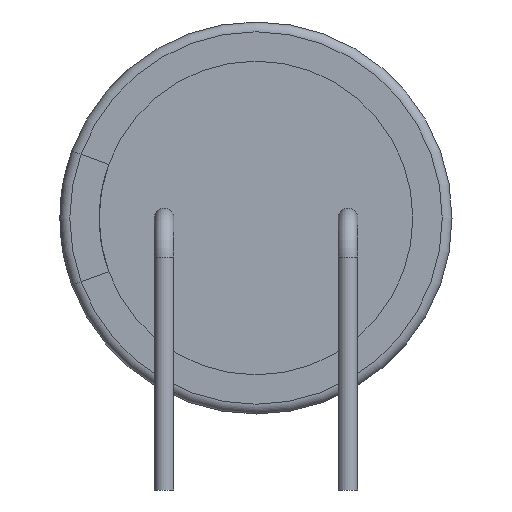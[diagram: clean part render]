
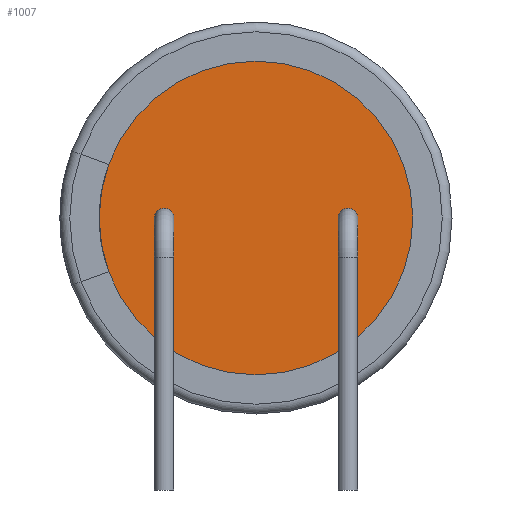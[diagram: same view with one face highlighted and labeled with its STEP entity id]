
A CAD part, front view. The second image highlights one B-rep face of the part: STEP entity #1007.
In plain terms, the highlighted planar face has unit normal (0, -1, 0).
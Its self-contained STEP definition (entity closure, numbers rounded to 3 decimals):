
#1007=ADVANCED_FACE('',(#1898,#1900,#1902),#1904,.T.);
#1898=FACE_BOUND('',#1899,.T.);
#1899=EDGE_LOOP('',(#2614));
#1900=FACE_BOUND('',#1901,.T.);
#1901=EDGE_LOOP('',(#2615));
#1902=FACE_BOUND('',#1903,.T.);
#1903=EDGE_LOOP('',(#2616));
#1904=PLANE('',#1905);
#1905=AXIS2_PLACEMENT_3D('',#1906,#1907,#1908);
#1906=CARTESIAN_POINT('',(0.,3.3,0.));
#1907=DIRECTION('',(0.,-1.,0.));
#1908=DIRECTION('',(-1.,0.,0.));
#2614=ORIENTED_EDGE('',*,*,#2942,.T.);
#2615=ORIENTED_EDGE('',*,*,#2981,.F.);
#2616=ORIENTED_EDGE('',*,*,#2982,.F.);
#2942=EDGE_CURVE('',#3457,#3457,#3458,.T.);
#2981=EDGE_CURVE('',#3517,#3517,#3518,.F.);
#2982=EDGE_CURVE('',#3519,#3519,#3520,.T.);
#3457=VERTEX_POINT('',#5402);
#3458=CIRCLE('',#5403,6.4);
#3517=VERTEX_POINT('',#5617);
#3518=CIRCLE('',#5618,0.4);
#3519=VERTEX_POINT('',#5622);
#3520=CIRCLE('',#5623,0.4);
#5402=CARTESIAN_POINT('',(-6.4,3.3,8.1));
#5403=AXIS2_PLACEMENT_3D('',#5404,#5405,#5406);
#5404=CARTESIAN_POINT('',(0.,3.3,8.1));
#5405=DIRECTION('',(0.,-1.,0.));
#5406=DIRECTION('',(-1.,0.,0.));
#5617=CARTESIAN_POINT('',(4.15,3.3,8.1));
#5618=AXIS2_PLACEMENT_3D('',#5619,#5620,#5621);
#5619=CARTESIAN_POINT('',(3.75,3.3,8.1));
#5620=DIRECTION('',(0.,1.,0.));
#5621=DIRECTION('',(1.,0.,0.));
#5622=CARTESIAN_POINT('',(-4.15,3.3,8.1));
#5623=AXIS2_PLACEMENT_3D('',#5624,#5625,#5626);
#5624=CARTESIAN_POINT('',(-3.75,3.3,8.1));
#5625=DIRECTION('',(0.,-1.,0.));
#5626=DIRECTION('',(-1.,0.,0.));
